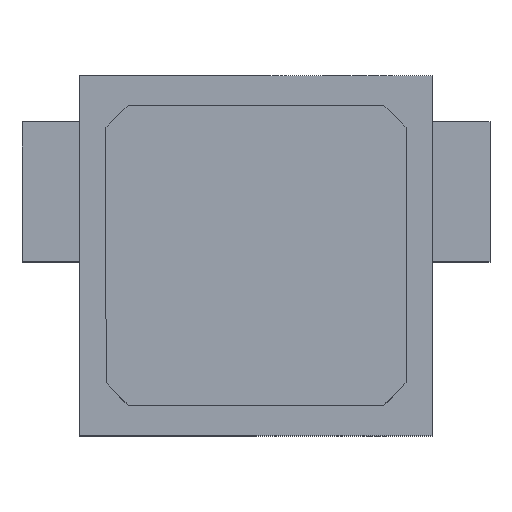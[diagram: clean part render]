
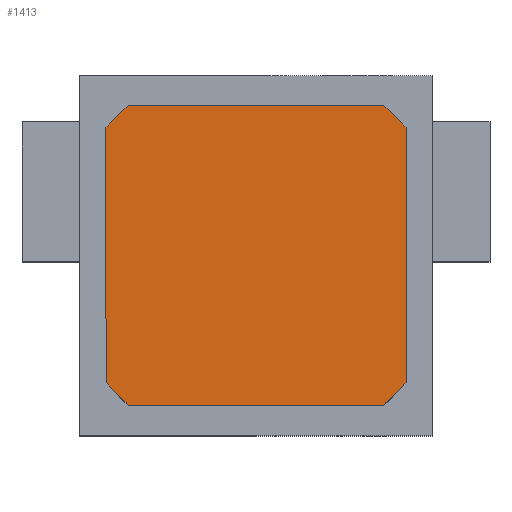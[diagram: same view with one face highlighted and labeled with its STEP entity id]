
A CAD part, top view. The second image highlights one B-rep face of the part: STEP entity #1413.
In plain terms, the highlighted free-form (B-spline) face has degree [1, 1] with [2, 2] control points.
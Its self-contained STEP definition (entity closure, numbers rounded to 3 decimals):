
#1144=CARTESIAN_POINT('',(37.5,31.927,142.0));
#1145=VERTEX_POINT('',#1144);
#1146=CARTESIAN_POINT('',(31.927,37.5,142.0));
#1147=VERTEX_POINT('',#1146);
#1148=CARTESIAN_POINT('',(0.0,0.0,142.0));
#1149=DIRECTION('',(0.0,0.0,1.));
#1150=DIRECTION('',(0.648,0.761,0.0));
#1151=AXIS2_PLACEMENT_3D('',#1148,#1149,#1150);
#1152=CIRCLE('',#1151,49.25);
#1153=EDGE_CURVE('',#1145,#1147,#1152,.T.);
#1176=CARTESIAN_POINT('',(-31.927,37.5,142.0));
#1177=VERTEX_POINT('',#1176);
#1178=CARTESIAN_POINT('',(31.927,37.5,142.0));
#1179=DIRECTION('',(-1.0,0.0,0.0));
#1180=VECTOR('',#1179,63.853);
#1181=LINE('',#1178,#1180);
#1182=EDGE_CURVE('',#1147,#1177,#1181,.T.);
#1221=CARTESIAN_POINT('',(-37.5,31.927,142.0));
#1222=VERTEX_POINT('',#1221);
#1223=CARTESIAN_POINT('',(0.0,0.0,142.0));
#1224=DIRECTION('',(0.0,0.0,1.));
#1225=DIRECTION('',(-0.761,0.648,0.0));
#1226=AXIS2_PLACEMENT_3D('',#1223,#1224,#1225);
#1227=CIRCLE('',#1226,49.25);
#1228=EDGE_CURVE('',#1177,#1222,#1227,.T.);
#1246=CARTESIAN_POINT('',(-37.5,-31.927,142.0));
#1247=VERTEX_POINT('',#1246);
#1248=CARTESIAN_POINT('',(-37.5,31.927,142.0));
#1249=DIRECTION('',(0.0,-1.0,0.0));
#1250=VECTOR('',#1249,63.853);
#1251=LINE('',#1248,#1250);
#1252=EDGE_CURVE('',#1222,#1247,#1251,.T.);
#1291=CARTESIAN_POINT('',(-31.927,-37.5,142.0));
#1292=VERTEX_POINT('',#1291);
#1293=CARTESIAN_POINT('',(0.0,0.0,142.0));
#1294=DIRECTION('',(0.0,0.0,1.0));
#1295=DIRECTION('',(-0.648,-0.761,0.0));
#1296=AXIS2_PLACEMENT_3D('',#1293,#1294,#1295);
#1297=CIRCLE('',#1296,49.25);
#1298=EDGE_CURVE('',#1247,#1292,#1297,.T.);
#1316=CARTESIAN_POINT('',(31.927,-37.5,142.0));
#1317=VERTEX_POINT('',#1316);
#1318=CARTESIAN_POINT('',(-31.927,-37.5,142.0));
#1319=DIRECTION('',(1.0,0.0,0.0));
#1320=VECTOR('',#1319,63.853);
#1321=LINE('',#1318,#1320);
#1322=EDGE_CURVE('',#1292,#1317,#1321,.T.);
#1361=CARTESIAN_POINT('',(37.5,-31.927,142.0));
#1362=VERTEX_POINT('',#1361);
#1363=CARTESIAN_POINT('',(0.0,0.0,142.0));
#1364=DIRECTION('',(0.0,0.0,1.0));
#1365=DIRECTION('',(0.761,-0.648,0.0));
#1366=AXIS2_PLACEMENT_3D('',#1363,#1364,#1365);
#1367=CIRCLE('',#1366,49.25);
#1368=EDGE_CURVE('',#1317,#1362,#1367,.T.);
#1386=CARTESIAN_POINT('',(37.5,-31.927,142.0));
#1387=DIRECTION('',(0.0,1.0,0.0));
#1388=VECTOR('',#1387,63.853);
#1389=LINE('',#1386,#1388);
#1390=EDGE_CURVE('',#1362,#1145,#1389,.T.);
#1398=CARTESIAN_POINT('',(-37.5,37.5,142.0));
#1399=CARTESIAN_POINT('',(37.5,37.5,142.0));
#1400=CARTESIAN_POINT('',(-37.5,-37.5,142.0));
#1401=CARTESIAN_POINT('',(37.5,-37.5,142.0));
#1402=B_SPLINE_SURFACE_WITH_KNOTS('',1,1,((#1398,#1400),(#1399,#1401)),.UNSPECIFIED.,.F.,.F.,.U.,(2,2),(2,2),(0.0,75.0),(0.0,75.0),.UNSPECIFIED.);
#1403=ORIENTED_EDGE('',*,*,#1153,.T.);
#1404=ORIENTED_EDGE('',*,*,#1182,.T.);
#1405=ORIENTED_EDGE('',*,*,#1228,.T.);
#1406=ORIENTED_EDGE('',*,*,#1252,.T.);
#1407=ORIENTED_EDGE('',*,*,#1298,.T.);
#1408=ORIENTED_EDGE('',*,*,#1322,.T.);
#1409=ORIENTED_EDGE('',*,*,#1368,.T.);
#1410=ORIENTED_EDGE('',*,*,#1390,.T.);
#1411=EDGE_LOOP('',(#1403,#1404,#1405,#1406,#1407,#1408,#1409,#1410));
#1412=FACE_OUTER_BOUND('',#1411,.T.);
#1413=ADVANCED_FACE('',(#1412),#1402,.F.);
